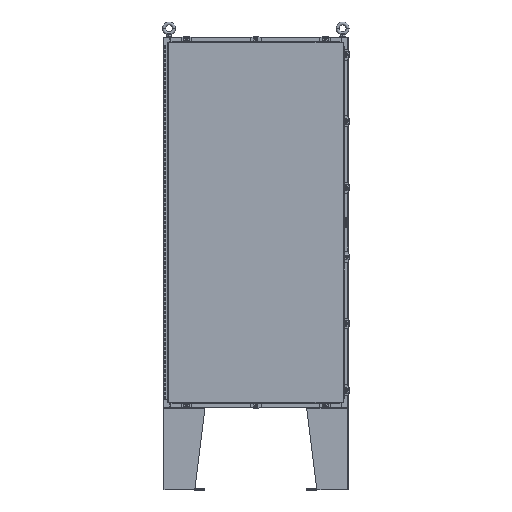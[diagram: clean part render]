
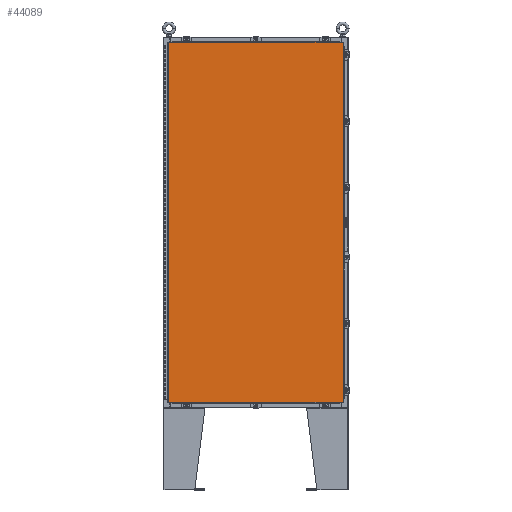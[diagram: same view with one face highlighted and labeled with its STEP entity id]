
A CAD part, top view. The second image highlights one B-rep face of the part: STEP entity #44089.
In plain terms, the highlighted planar face has unit normal (0, 0, 1).
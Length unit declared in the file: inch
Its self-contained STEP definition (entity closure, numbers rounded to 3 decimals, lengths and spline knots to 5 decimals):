
#27 = CARTESIAN_POINT ( 'NONE',  ( 16.9903, -35.0063, 0. ) ) ;
#425 = CARTESIAN_POINT ( 'NONE',  ( 16.9903, 35.0063, 0. ) ) ;
#4742 = CARTESIAN_POINT ( 'NONE',  ( -16.9903, -35.0063, 0. ) ) ;
#6055 = DIRECTION ( 'NONE',  ( 0., -1., 0. ) ) ;
#6328 = CARTESIAN_POINT ( 'NONE',  ( 0., 0., 0. ) ) ;
#6848 = EDGE_CURVE ( 'NONE', #45745, #64213, #75071, .T. ) ;
#11686 = EDGE_CURVE ( 'NONE', #52231, #45745, #37432, .T. ) ;
#12241 = PLANE ( 'NONE',  #35494 ) ;
#13796 = EDGE_CURVE ( 'NONE', #64213, #53832, #48231, .T. ) ;
#15243 = DIRECTION ( 'NONE',  ( -1., 0., 0. ) ) ;
#16137 = CARTESIAN_POINT ( 'NONE',  ( -16.9903, -35.0063, 0. ) ) ;
#16318 = CARTESIAN_POINT ( 'NONE',  ( 16.9903, 35.0063, 0. ) ) ;
#16497 = CARTESIAN_POINT ( 'NONE',  ( -16.9903, 35.0063, 0. ) ) ;
#22307 = VECTOR ( 'NONE', #59207, 39.37008 ) ;
#22962 = EDGE_CURVE ( 'NONE', #53832, #52231, #26871, .T. ) ;
#24344 = DIRECTION ( 'NONE',  ( 0., 0., -1. ) ) ;
#26871 = LINE ( 'NONE', #425, #40735 ) ;
#35494 = AXIS2_PLACEMENT_3D ( 'NONE', #6328, #24344, #65765 ) ;
#37432 = LINE ( 'NONE', #16497, #39285 ) ;
#39285 = VECTOR ( 'NONE', #6055, 39.37008 ) ;
#40735 = VECTOR ( 'NONE', #15243, 39.37008 ) ;
#44089 = ADVANCED_FACE ( 'NONE', ( #60180 ), #12241, .F. ) ;
#45745 = VERTEX_POINT ( 'NONE', #16137 ) ;
#48231 = LINE ( 'NONE', #76439, #22307 ) ;
#48277 = CARTESIAN_POINT ( 'NONE',  ( -16.9903, 35.0063, 0. ) ) ;
#49790 = ORIENTED_EDGE ( 'NONE', *, *, #22962, .T. ) ;
#52231 = VERTEX_POINT ( 'NONE', #48277 ) ;
#53466 = ORIENTED_EDGE ( 'NONE', *, *, #6848, .T. ) ;
#53832 = VERTEX_POINT ( 'NONE', #16318 ) ;
#55017 = ORIENTED_EDGE ( 'NONE', *, *, #13796, .T. ) ;
#59207 = DIRECTION ( 'NONE',  ( 0., 1., 0. ) ) ;
#59474 = VECTOR ( 'NONE', #76499, 39.37008 ) ;
#60180 = FACE_OUTER_BOUND ( 'NONE', #60558, .T. ) ;
#60558 = EDGE_LOOP ( 'NONE', ( #53466, #55017, #49790, #68363 ) ) ;
#64213 = VERTEX_POINT ( 'NONE', #27 ) ;
#65765 = DIRECTION ( 'NONE',  ( -1., 0., 0. ) ) ;
#68363 = ORIENTED_EDGE ( 'NONE', *, *, #11686, .T. ) ;
#75071 = LINE ( 'NONE', #4742, #59474 ) ;
#76439 = CARTESIAN_POINT ( 'NONE',  ( 16.9903, -35.0063, 0. ) ) ;
#76499 = DIRECTION ( 'NONE',  ( 1., 0., 0. ) ) ;
